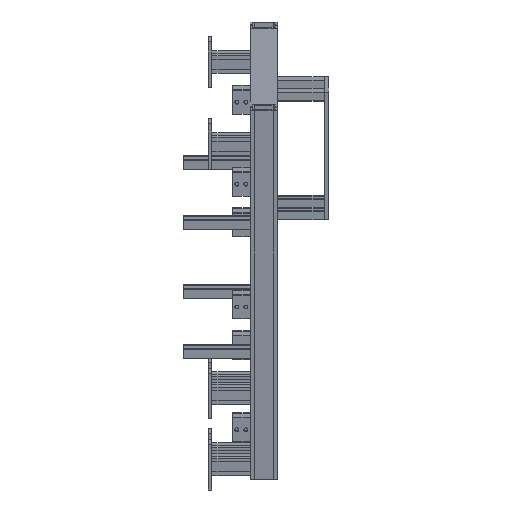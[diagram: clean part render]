
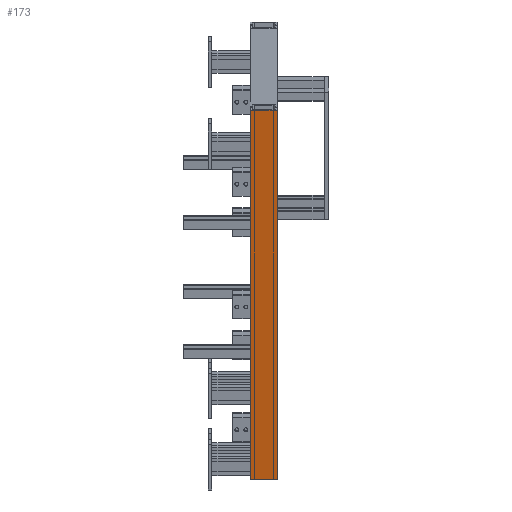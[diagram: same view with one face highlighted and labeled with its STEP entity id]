
A CAD part, left-side view. The second image highlights one B-rep face of the part: STEP entity #173.
In plain terms, the highlighted free-form (B-spline) face has degree [1, 1] with [2, 2] control points.
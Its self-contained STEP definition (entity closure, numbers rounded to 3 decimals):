
#150 = VERTEX_POINT('',#151);
#151 = CARTESIAN_POINT('',(-1120.094,-1394.624,
    501.056));
#156 = EDGE_CURVE('',#157,#150,#159,.T.);
#157 = VERTEX_POINT('',#158);
#158 = CARTESIAN_POINT('',(-624.44,-1394.624,
    -1416.678));
#159 = B_SPLINE_CURVE_WITH_KNOTS('',1,(#160,#161),.UNSPECIFIED.,.F.,.F.,
  (2,2),(0.,1706.),.PIECEWISE_BEZIER_KNOTS.);
#160 = CARTESIAN_POINT('',(-624.44,-1394.624,
    -1416.678));
#161 = CARTESIAN_POINT('',(-1120.094,-1394.624,
    501.056));
#173 = ADVANCED_FACE('',(#174),#196,.T.);
#174 = FACE_BOUND('',#175,.T.);
#175 = EDGE_LOOP('',(#176,#183,#190,#195));
#176 = ORIENTED_EDGE('',*,*,#177,.T.);
#177 = EDGE_CURVE('',#150,#178,#180,.T.);
#178 = VERTEX_POINT('',#179);
#179 = CARTESIAN_POINT('',(-1120.094,-1255.298,
    501.056));
#180 = B_SPLINE_CURVE_WITH_KNOTS('',1,(#181,#182),.UNSPECIFIED.,.F.,.F.,
  (2,2),(-60.,60.),.PIECEWISE_BEZIER_KNOTS.);
#181 = CARTESIAN_POINT('',(-1120.094,-1394.624,
    501.056));
#182 = CARTESIAN_POINT('',(-1120.094,-1255.298,
    501.056));
#183 = ORIENTED_EDGE('',*,*,#184,.F.);
#184 = EDGE_CURVE('',#185,#178,#187,.T.);
#185 = VERTEX_POINT('',#186);
#186 = CARTESIAN_POINT('',(-624.44,-1255.298,
    -1416.678));
#187 = B_SPLINE_CURVE_WITH_KNOTS('',1,(#188,#189),.UNSPECIFIED.,.F.,.F.,
  (2,2),(0.,1706.),.PIECEWISE_BEZIER_KNOTS.);
#188 = CARTESIAN_POINT('',(-624.44,-1255.298,
    -1416.678));
#189 = CARTESIAN_POINT('',(-1120.094,-1255.298,
    501.056));
#190 = ORIENTED_EDGE('',*,*,#191,.F.);
#191 = EDGE_CURVE('',#157,#185,#192,.T.);
#192 = B_SPLINE_CURVE_WITH_KNOTS('',1,(#193,#194),.UNSPECIFIED.,.F.,.F.,
  (2,2),(-60.,60.),.PIECEWISE_BEZIER_KNOTS.);
#193 = CARTESIAN_POINT('',(-624.44,-1394.624,
    -1416.678));
#194 = CARTESIAN_POINT('',(-624.44,-1255.298,
    -1416.678));
#195 = ORIENTED_EDGE('',*,*,#156,.T.);
#196 = B_SPLINE_SURFACE_WITH_KNOTS('',1,1,(
    (#197,#198)
    ,(#199,#200
    )),.UNSPECIFIED.,.F.,.F.,.F.,(2,2),(2,2),(0.,1706.),(-60.,60.),
  .PIECEWISE_BEZIER_KNOTS.);
#197 = CARTESIAN_POINT('',(-624.44,-1394.624,
    -1416.678));
#198 = CARTESIAN_POINT('',(-624.44,-1255.298,
    -1416.678));
#199 = CARTESIAN_POINT('',(-1120.094,-1394.624,
    501.056));
#200 = CARTESIAN_POINT('',(-1120.094,-1255.298,
    501.056));
